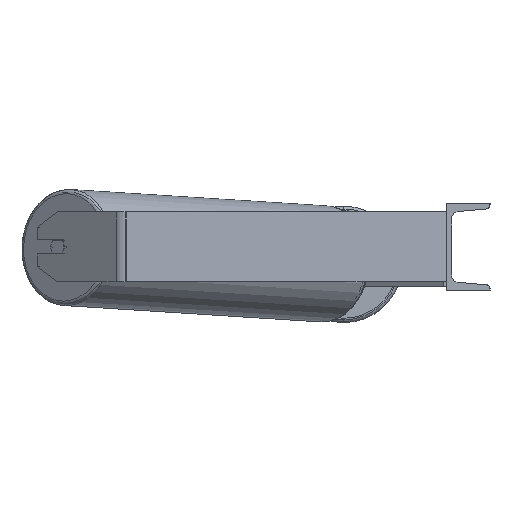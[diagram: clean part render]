
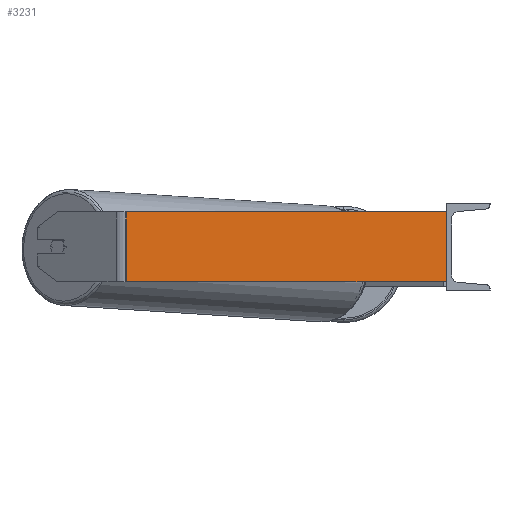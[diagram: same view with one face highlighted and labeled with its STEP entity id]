
A CAD part, left-side view. The second image highlights one B-rep face of the part: STEP entity #3231.
In plain terms, the highlighted planar face has unit normal (-0.996, -0.087, 0).
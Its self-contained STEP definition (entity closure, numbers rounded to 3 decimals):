
#559 = VECTOR ( 'NONE', #4612, 1000. ) ;
#1122 = LINE ( 'NONE', #2690, #3516 ) ;
#1268 = ORIENTED_EDGE ( 'NONE', *, *, #4283, .T. ) ;
#1511 = LINE ( 'NONE', #7181, #6687 ) ;
#1579 = LINE ( 'NONE', #7290, #6924 ) ;
#1634 = CARTESIAN_POINT ( 'NONE',  ( -717.569, 372.261, 40. ) ) ;
#1744 = PLANE ( 'NONE',  #6911 ) ;
#1956 = ORIENTED_EDGE ( 'NONE', *, *, #6015, .T. ) ;
#2259 = DIRECTION ( 'NONE',  ( 0.996, 0.087, 0. ) ) ;
#2336 = EDGE_CURVE ( 'NONE', #4602, #4770, #1511, .T. ) ;
#2690 = CARTESIAN_POINT ( 'NONE',  ( -717.569, 372.261, -40. ) ) ;
#3071 = FACE_OUTER_BOUND ( 'NONE', #7012, .T. ) ;
#3112 = EDGE_CURVE ( 'NONE', #5982, #4602, #7942, .T. ) ;
#3231 = ADVANCED_FACE ( 'NONE', ( #3071 ), #1744, .F. ) ;
#3516 = VECTOR ( 'NONE', #8881, 1000. ) ;
#3884 = DIRECTION ( 'NONE',  ( 0., 0., -1. ) ) ;
#4283 = EDGE_CURVE ( 'NONE', #4993, #4770, #1122, .T. ) ;
#4602 = VERTEX_POINT ( 'NONE', #4971 ) ;
#4612 = DIRECTION ( 'NONE',  ( 0.087, -0.996, 0. ) ) ;
#4770 = VERTEX_POINT ( 'NONE', #6942 ) ;
#4971 = CARTESIAN_POINT ( 'NONE',  ( -685., 0., 40. ) ) ;
#4993 = VERTEX_POINT ( 'NONE', #6147 ) ;
#5513 = ORIENTED_EDGE ( 'NONE', *, *, #3112, .F. ) ;
#5982 = VERTEX_POINT ( 'NONE', #8671 ) ;
#6015 = EDGE_CURVE ( 'NONE', #5982, #4993, #1579, .T. ) ;
#6147 = CARTESIAN_POINT ( 'NONE',  ( -716.991, 365.659, -40. ) ) ;
#6679 = CARTESIAN_POINT ( 'NONE',  ( -717.569, 372.261, 40. ) ) ;
#6687 = VECTOR ( 'NONE', #3884, 1000. ) ;
#6911 = AXIS2_PLACEMENT_3D ( 'NONE', #6679, #2259, #7879 ) ;
#6924 = VECTOR ( 'NONE', #7935, 1000. ) ;
#6942 = CARTESIAN_POINT ( 'NONE',  ( -685., 0., -40. ) ) ;
#7012 = EDGE_LOOP ( 'NONE', ( #1268, #9081, #5513, #1956 ) ) ;
#7181 = CARTESIAN_POINT ( 'NONE',  ( -685., 0., 40. ) ) ;
#7290 = CARTESIAN_POINT ( 'NONE',  ( -716.991, 365.659, 40. ) ) ;
#7879 = DIRECTION ( 'NONE',  ( -0.087, 0.996, 0. ) ) ;
#7935 = DIRECTION ( 'NONE',  ( 0., 0., -1. ) ) ;
#7942 = LINE ( 'NONE', #1634, #559 ) ;
#8671 = CARTESIAN_POINT ( 'NONE',  ( -716.991, 365.659, 40. ) ) ;
#8881 = DIRECTION ( 'NONE',  ( 0.087, -0.996, 0. ) ) ;
#9081 = ORIENTED_EDGE ( 'NONE', *, *, #2336, .F. ) ;
